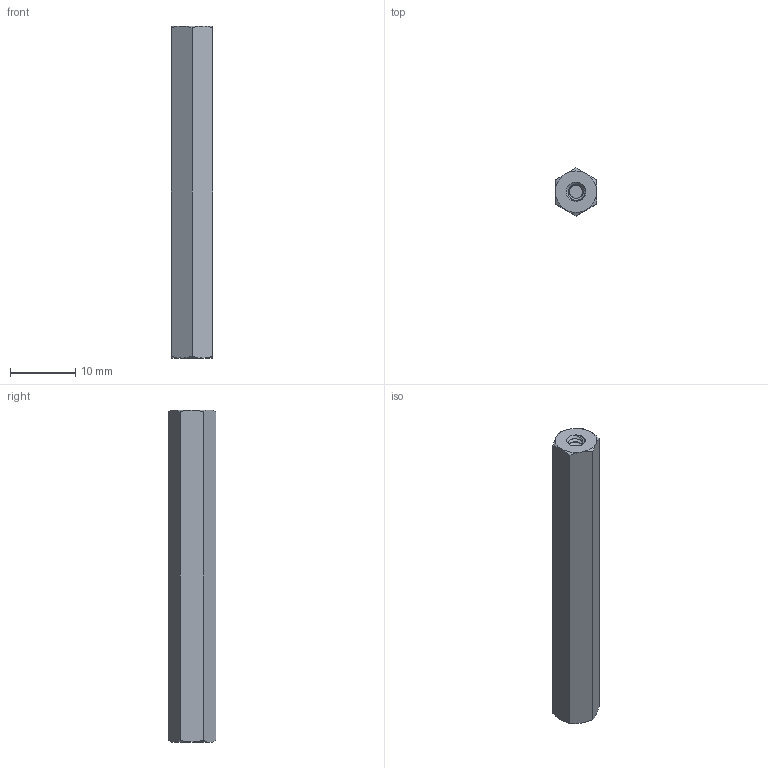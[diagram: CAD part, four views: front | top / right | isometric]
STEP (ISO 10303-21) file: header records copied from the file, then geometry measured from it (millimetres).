
FILE_DESCRIPTION (( 'STEP AP203' ), '1' );
FILE_NAME ('C006-309_91780A174_sldprt.STEP', '2016-06-02T17:06:54', ( 'Shusen Zhang' ), ( 'MathWorks' ), 'SwSTEP 2.0', 'SolidWorks 2015', '' );
FILE_SCHEMA (( 'CONFIG_CONTROL_DESIGN' ));
Length unit declared in the file: inch
Products named in the file (1): C006-309_91780A174_sldprt
Bounding box: 6.35 x 7.33 x 50.8 mm (x, y, z)
Volume: 1711.4 mm3; surface area: 1349.2 mm2
Topology: 1 solids, 1 shells, 76 faces, 204 edges, 132 vertices
Faces by surface type: cylinder 42, cone 18, plane 10, bspline 6
Entity records: 15081 total; most frequent: CARTESIAN_POINT 13459, ORIENTED_EDGE 408, DIRECTION 234, EDGE_CURVE 204, VERTEX_POINT 132, AXIS2_PLACEMENT_3D 91, EDGE_LOOP 78, FACE_OUTER_BOUND 76
